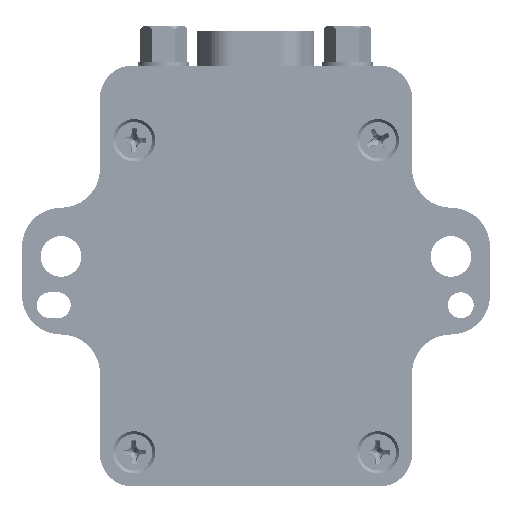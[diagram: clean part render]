
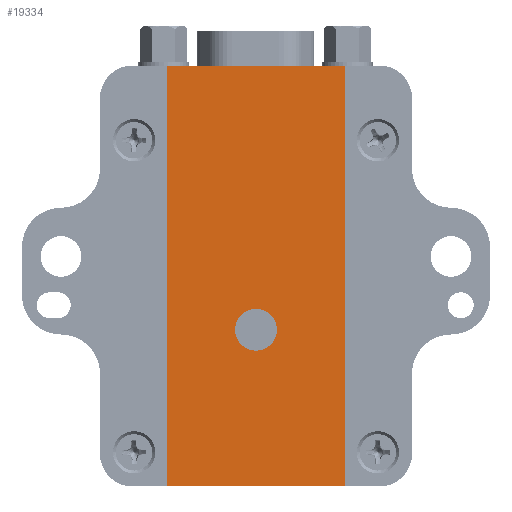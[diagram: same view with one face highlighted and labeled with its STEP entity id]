
A CAD part, front view. The second image highlights one B-rep face of the part: STEP entity #19334.
In plain terms, the highlighted planar face has unit normal (0, -1, 0).
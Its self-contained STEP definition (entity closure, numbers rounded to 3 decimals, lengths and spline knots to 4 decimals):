
#1573=LINE('',#26897,#3029);
#1574=LINE('',#26900,#3030);
#1575=LINE('',#26902,#3031);
#1576=LINE('',#26903,#3032);
#3029=VECTOR('',#22082,1.2952);
#3030=VECTOR('',#22085,0.55);
#3031=VECTOR('',#22086,0.55);
#3032=VECTOR('',#22087,1.2952);
#4483=PLANE('',#20395);
#5019=FACE_BOUND('',#6452,.T.);
#5417=FACE_OUTER_BOUND('',#6451,.T.);
#6451=EDGE_LOOP('',(#13458,#13459,#13460,#13461));
#6452=EDGE_LOOP('',(#13462));
#7878=CIRCLE('',#20392,0.0645);
#8582=VERTEX_POINT('',#26885);
#8585=VERTEX_POINT('',#26891);
#8587=VERTEX_POINT('',#26895);
#8588=VERTEX_POINT('',#26899);
#8589=VERTEX_POINT('',#26901);
#10668=EDGE_CURVE('',#8582,#8582,#7878,.T.);
#10673=EDGE_CURVE('',#8587,#8585,#1573,.T.);
#10674=EDGE_CURVE('',#8585,#8588,#1574,.T.);
#10675=EDGE_CURVE('',#8589,#8587,#1575,.T.);
#10676=EDGE_CURVE('',#8589,#8588,#1576,.T.);
#13458=ORIENTED_EDGE('',*,*,#10674,.F.);
#13459=ORIENTED_EDGE('',*,*,#10673,.F.);
#13460=ORIENTED_EDGE('',*,*,#10675,.F.);
#13461=ORIENTED_EDGE('',*,*,#10676,.T.);
#13462=ORIENTED_EDGE('',*,*,#10668,.T.);
#19334=ADVANCED_FACE('',(#5417,#5019),#4483,.F.);
#20392=AXIS2_PLACEMENT_3D('',#26886,#22073,#22074);
#20395=AXIS2_PLACEMENT_3D('',#26898,#22083,#22084);
#22073=DIRECTION('center_axis',(0.,1.,0.));
#22074=DIRECTION('ref_axis',(1.,0.,0.));
#22082=DIRECTION('',(0.,0.,-1.));
#22083=DIRECTION('center_axis',(0.,1.,0.));
#22084=DIRECTION('ref_axis',(1.,0.,0.));
#22085=DIRECTION('',(-1.,0.,0.));
#22086=DIRECTION('',(1.,0.,0.));
#22087=DIRECTION('',(0.,0.,-1.));
#26885=CARTESIAN_POINT('',(-0.0799,0.01,-0.8135));
#26886=CARTESIAN_POINT('Origin',(-0.0154,0.01,
-0.8135));
#26891=CARTESIAN_POINT('',(0.2596,0.01,-1.2957));
#26895=CARTESIAN_POINT('',(0.2596,0.01,-0.0005));
#26897=CARTESIAN_POINT('',(0.2596,0.01,-0.0005));
#26898=CARTESIAN_POINT('Origin',(-0.2904,0.01,-0.0005));
#26899=CARTESIAN_POINT('',(-0.2904,0.01,-1.2957));
#26900=CARTESIAN_POINT('',(0.0371,0.01,-1.2957));
#26901=CARTESIAN_POINT('',(-0.2904,0.01,-0.0005));
#26902=CARTESIAN_POINT('',(-0.3429,0.01,-0.0005));
#26903=CARTESIAN_POINT('',(-0.2904,0.01,-0.0005));
